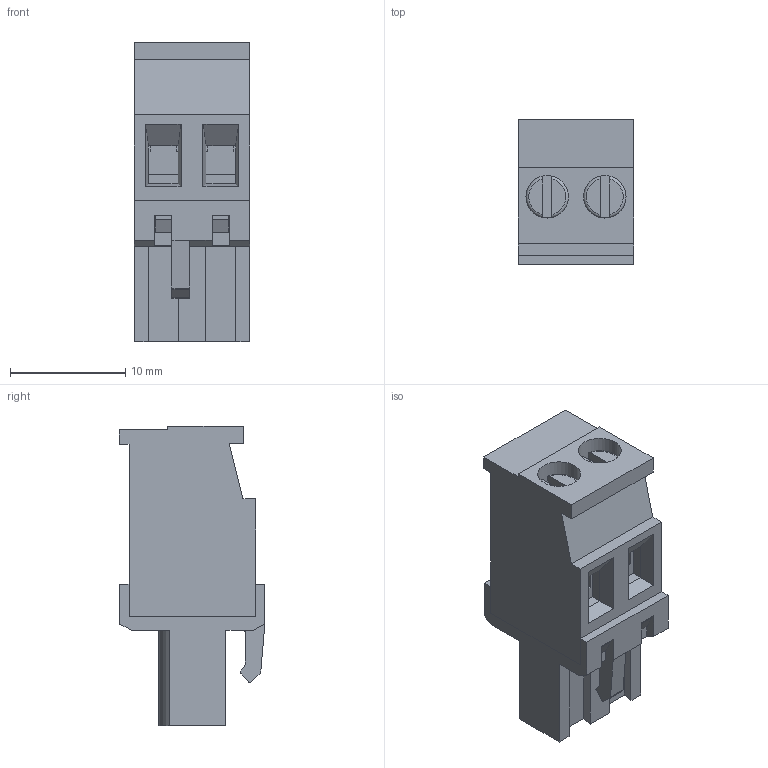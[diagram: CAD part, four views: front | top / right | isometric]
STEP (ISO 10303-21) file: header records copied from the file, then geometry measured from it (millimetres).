
FILE_DESCRIPTION( ( 'Unknown' ), '1' );
FILE_NAME( '691351700002.stp', 'Unknown', ( 'Unknown' ), ( 'Unknown' ), 'PSStep 14.0', 'Unknown', ' ' );
FILE_SCHEMA( ( 'AUTOMOTIVE_DESIGN { 1 0 10303 214 1 1 1 1 }' ) );
Length unit declared in the file: millimetre
Products named in the file (6): Assem1; 691351700002; 6913517000xx_CAGE; 6913517000xx_PIN; 6913517000xx_VIS; 691351700002_BAS
Assembly tree (8 placements, depth 2):
  Assem1
    691351700002
    6913517000xx_CAGE  x2
    6913517000xx_PIN  x2
    6913517000xx_VIS  x2
    691351700002_BAS
Bounding box: 10 x 12.65 x 26 mm (x, y, z)
Volume: 1567.5 mm3; surface area: 3928 mm2
Topology: 8 solids, 8 shells, 428 faces, 1199 edges, 783 vertices
Faces by surface type: plane 339, cylinder 77, torus 8, cone 4
Full cylindrical faces by diameter (mm): 1.6 x2, 2.4 x2, 2.9 x4, 3 x2, 3.7 x4
Entity records: 13301 total; most frequent: CARTESIAN_POINT 1886, ORIENTED_EDGE 1834, DIRECTION 1701, EDGE_CURVE 917, LINE 809, VECTOR 809, VERTEX_POINT 607, AXIS2_PLACEMENT_3D 446
